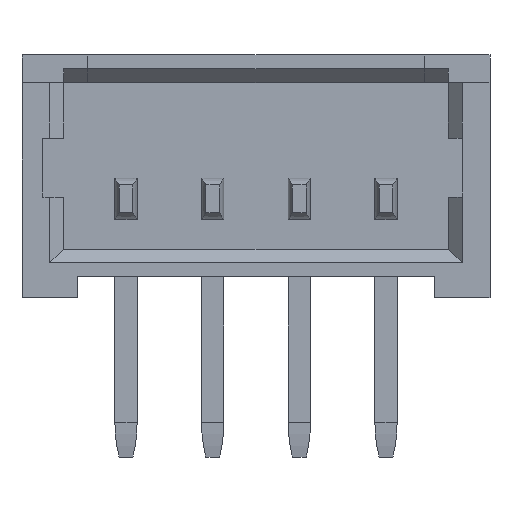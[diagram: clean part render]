
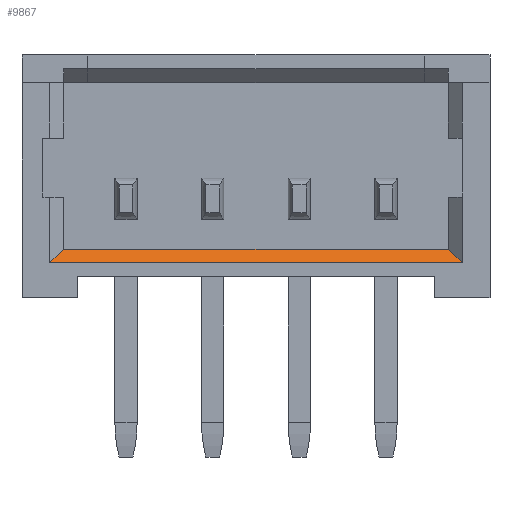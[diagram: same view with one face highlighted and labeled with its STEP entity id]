
A CAD part, front view. The second image highlights one B-rep face of the part: STEP entity #9867.
In plain terms, the highlighted planar face has unit normal (0, -0.707, 0.707).
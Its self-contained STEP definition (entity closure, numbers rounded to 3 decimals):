
#1402 = PLANE('',#1403);
#1403 = AXIS2_PLACEMENT_3D('',#1404,#1405,#1406);
#1404 = CARTESIAN_POINT('',(1.875,-4.45,1.8));
#1405 = DIRECTION('',(0.,-1.,0.));
#1406 = DIRECTION('',(-1.,0.,0.));
#4017 = VERTEX_POINT('',#4018);
#4018 = CARTESIAN_POINT('',(-1.1,-4.45,0.55));
#4032 = PLANE('',#4033);
#4033 = AXIS2_PLACEMENT_3D('',#4034,#4035,#4036);
#4034 = CARTESIAN_POINT('',(-1.1,-4.45,3.15));
#4035 = DIRECTION('',(0.707,-0.707,
    0.));
#4036 = DIRECTION('',(0.,0.,-1.));
#4044 = EDGE_CURVE('',#4017,#4045,#4047,.T.);
#4045 = VERTEX_POINT('',#4046);
#4046 = CARTESIAN_POINT('',(4.85,-4.45,0.55));
#4047 = SURFACE_CURVE('',#4048,(#4052,#4059),.PCURVE_S1.);
#4048 = LINE('',#4049,#4050);
#4049 = CARTESIAN_POINT('',(-1.1,-4.45,0.55));
#4050 = VECTOR('',#4051,1.);
#4051 = DIRECTION('',(1.,0.,0.));
#4052 = PCURVE('',#1402,#4053);
#4053 = DEFINITIONAL_REPRESENTATION('',(#4054),#4058);
#4054 = LINE('',#4055,#4056);
#4055 = CARTESIAN_POINT('',(2.975,1.25));
#4056 = VECTOR('',#4057,1.);
#4057 = DIRECTION('',(-1.,0.));
#4058 = ( GEOMETRIC_REPRESENTATION_CONTEXT(2) 
PARAMETRIC_REPRESENTATION_CONTEXT() REPRESENTATION_CONTEXT('2D SPACE',''
  ) );
#4059 = PCURVE('',#4060,#4065);
#4060 = PLANE('',#4061);
#4061 = AXIS2_PLACEMENT_3D('',#4062,#4063,#4064);
#4062 = CARTESIAN_POINT('',(-0.9,-4.45,0.55));
#4063 = DIRECTION('',(0.,-0.707,0.707));
#4064 = DIRECTION('',(1.,0.,0.));
#4065 = DEFINITIONAL_REPRESENTATION('',(#4066),#4070);
#4066 = LINE('',#4067,#4068);
#4067 = CARTESIAN_POINT('',(-0.2,0.));
#4068 = VECTOR('',#4069,1.);
#4069 = DIRECTION('',(1.,0.));
#4070 = ( GEOMETRIC_REPRESENTATION_CONTEXT(2) 
PARAMETRIC_REPRESENTATION_CONTEXT() REPRESENTATION_CONTEXT('2D SPACE',''
  ) );
#4086 = PLANE('',#4087);
#4087 = AXIS2_PLACEMENT_3D('',#4088,#4089,#4090);
#4088 = CARTESIAN_POINT('',(4.85,-4.45,0.75));
#4089 = DIRECTION('',(-0.707,-0.707,
    0.));
#4090 = DIRECTION('',(0.,0.,1.));
#6228 = PLANE('',#6229);
#6229 = AXIS2_PLACEMENT_3D('',#6230,#6231,#6232);
#6230 = CARTESIAN_POINT('',(-0.9,-4.45,0.75));
#6231 = DIRECTION('',(0.,0.,-1.));
#6232 = DIRECTION('',(1.,0.,0.));
#9824 = VERTEX_POINT('',#9825);
#9825 = CARTESIAN_POINT('',(-0.9,-4.25,0.75));
#9846 = EDGE_CURVE('',#4017,#9824,#9847,.T.);
#9847 = SURFACE_CURVE('',#9848,(#9852,#9859),.PCURVE_S1.);
#9848 = LINE('',#9849,#9850);
#9849 = CARTESIAN_POINT('',(-1.1,-4.45,0.55));
#9850 = VECTOR('',#9851,1.);
#9851 = DIRECTION('',(0.577,0.577,0.577));
#9852 = PCURVE('',#4032,#9853);
#9853 = DEFINITIONAL_REPRESENTATION('',(#9854),#9858);
#9854 = LINE('',#9855,#9856);
#9855 = CARTESIAN_POINT('',(2.6,0.));
#9856 = VECTOR('',#9857,1.);
#9857 = DIRECTION('',(-0.577,0.816));
#9858 = ( GEOMETRIC_REPRESENTATION_CONTEXT(2) 
PARAMETRIC_REPRESENTATION_CONTEXT() REPRESENTATION_CONTEXT('2D SPACE',''
  ) );
#9859 = PCURVE('',#4060,#9860);
#9860 = DEFINITIONAL_REPRESENTATION('',(#9861),#9865);
#9861 = LINE('',#9862,#9863);
#9862 = CARTESIAN_POINT('',(-0.2,0.));
#9863 = VECTOR('',#9864,1.);
#9864 = DIRECTION('',(0.577,0.816));
#9865 = ( GEOMETRIC_REPRESENTATION_CONTEXT(2) 
PARAMETRIC_REPRESENTATION_CONTEXT() REPRESENTATION_CONTEXT('2D SPACE',''
  ) );
#9867 = ADVANCED_FACE('',(#9868),#4060,.T.);
#9868 = FACE_BOUND('',#9869,.F.);
#9869 = EDGE_LOOP('',(#9870,#9871,#9872,#9895));
#9870 = ORIENTED_EDGE('',*,*,#4044,.F.);
#9871 = ORIENTED_EDGE('',*,*,#9846,.T.);
#9872 = ORIENTED_EDGE('',*,*,#9873,.T.);
#9873 = EDGE_CURVE('',#9824,#9874,#9876,.T.);
#9874 = VERTEX_POINT('',#9875);
#9875 = CARTESIAN_POINT('',(4.65,-4.25,0.75));
#9876 = SURFACE_CURVE('',#9877,(#9881,#9888),.PCURVE_S1.);
#9877 = LINE('',#9878,#9879);
#9878 = CARTESIAN_POINT('',(-0.9,-4.25,0.75));
#9879 = VECTOR('',#9880,1.);
#9880 = DIRECTION('',(1.,0.,0.));
#9881 = PCURVE('',#4060,#9882);
#9882 = DEFINITIONAL_REPRESENTATION('',(#9883),#9887);
#9883 = LINE('',#9884,#9885);
#9884 = CARTESIAN_POINT('',(0.,0.283));
#9885 = VECTOR('',#9886,1.);
#9886 = DIRECTION('',(1.,0.));
#9887 = ( GEOMETRIC_REPRESENTATION_CONTEXT(2) 
PARAMETRIC_REPRESENTATION_CONTEXT() REPRESENTATION_CONTEXT('2D SPACE',''
  ) );
#9888 = PCURVE('',#6228,#9889);
#9889 = DEFINITIONAL_REPRESENTATION('',(#9890),#9894);
#9890 = LINE('',#9891,#9892);
#9891 = CARTESIAN_POINT('',(0.,-0.2));
#9892 = VECTOR('',#9893,1.);
#9893 = DIRECTION('',(1.,0.));
#9894 = ( GEOMETRIC_REPRESENTATION_CONTEXT(2) 
PARAMETRIC_REPRESENTATION_CONTEXT() REPRESENTATION_CONTEXT('2D SPACE',''
  ) );
#9895 = ORIENTED_EDGE('',*,*,#9896,.F.);
#9896 = EDGE_CURVE('',#4045,#9874,#9897,.T.);
#9897 = SURFACE_CURVE('',#9898,(#9902,#9909),.PCURVE_S1.);
#9898 = LINE('',#9899,#9900);
#9899 = CARTESIAN_POINT('',(4.85,-4.45,0.55));
#9900 = VECTOR('',#9901,1.);
#9901 = DIRECTION('',(-0.577,0.577,0.577));
#9902 = PCURVE('',#4060,#9903);
#9903 = DEFINITIONAL_REPRESENTATION('',(#9904),#9908);
#9904 = LINE('',#9905,#9906);
#9905 = CARTESIAN_POINT('',(5.75,0.));
#9906 = VECTOR('',#9907,1.);
#9907 = DIRECTION('',(-0.577,0.816));
#9908 = ( GEOMETRIC_REPRESENTATION_CONTEXT(2) 
PARAMETRIC_REPRESENTATION_CONTEXT() REPRESENTATION_CONTEXT('2D SPACE',''
  ) );
#9909 = PCURVE('',#4086,#9910);
#9910 = DEFINITIONAL_REPRESENTATION('',(#9911),#9915);
#9911 = LINE('',#9912,#9913);
#9912 = CARTESIAN_POINT('',(-0.2,0.));
#9913 = VECTOR('',#9914,1.);
#9914 = DIRECTION('',(0.577,0.816));
#9915 = ( GEOMETRIC_REPRESENTATION_CONTEXT(2) 
PARAMETRIC_REPRESENTATION_CONTEXT() REPRESENTATION_CONTEXT('2D SPACE',''
  ) );
